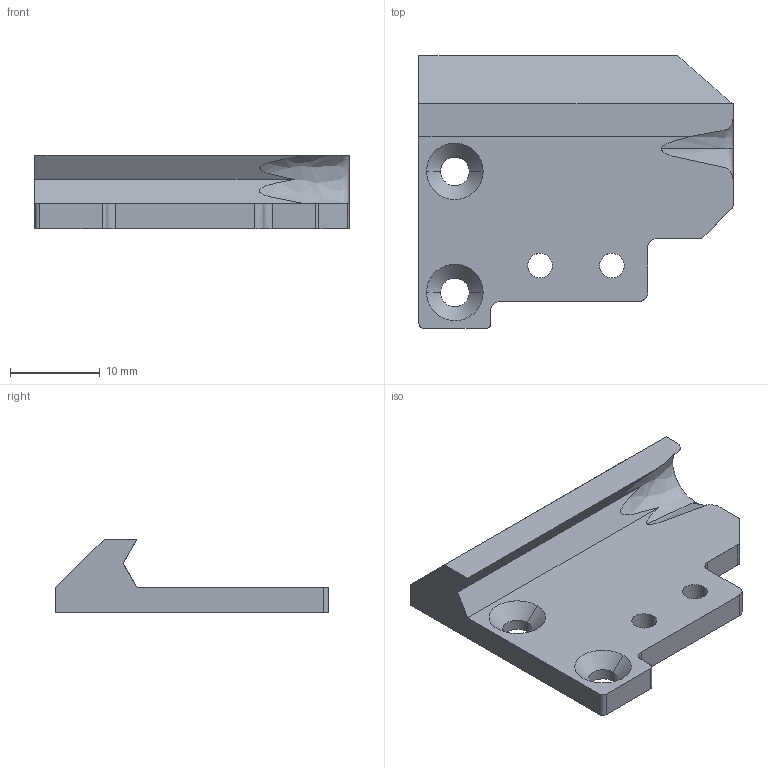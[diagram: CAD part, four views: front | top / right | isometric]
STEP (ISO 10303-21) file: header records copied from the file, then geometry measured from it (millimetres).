
FILE_DESCRIPTION(/* description */ (''),/* implementation_level */ '2;1');
FILE_NAME(/* name */ 'SmallWing',/* time_stamp */ '2020-08-05T22:37:32-07:00',/* author */ (''),/* organization */ (''),/* preprocessor_version */ 'ST-DEVELOPER v15',/* originating_system */ '',/* authorisation */ '');
FILE_SCHEMA (('AUTOMOTIVE_DESIGN'));
Length unit declared in the file: millimetre
Products named in the file (1): Document
Bounding box: 35 x 30.4 x 8.2 mm (x, y, z)
Volume: 3385.6 mm3; surface area: 2518.9 mm2
Topology: 1 solids, 1 shells, 37 faces, 101 edges, 66 vertices
Faces by surface type: bspline 29, plane 8
Entity records: 1447 total; most frequent: CARTESIAN_POINT 884, ORIENTED_EDGE 202, EDGE_CURVE 101, VERTEX_POINT 66, EDGE_LOOP 45, ADVANCED_FACE 37, FACE_OUTER_BOUND 37, B_SPLINE_CURVE_WITH_KNOTS 18
